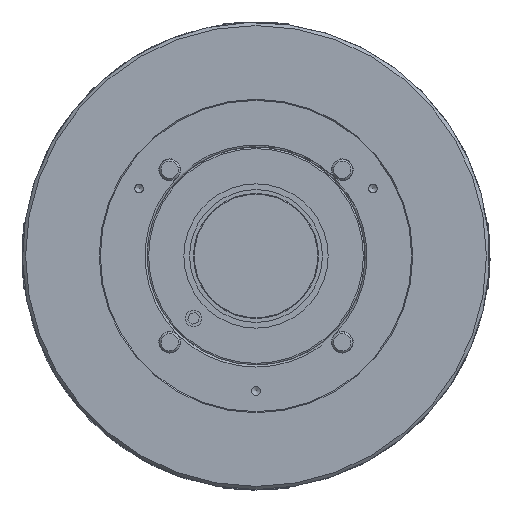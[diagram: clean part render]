
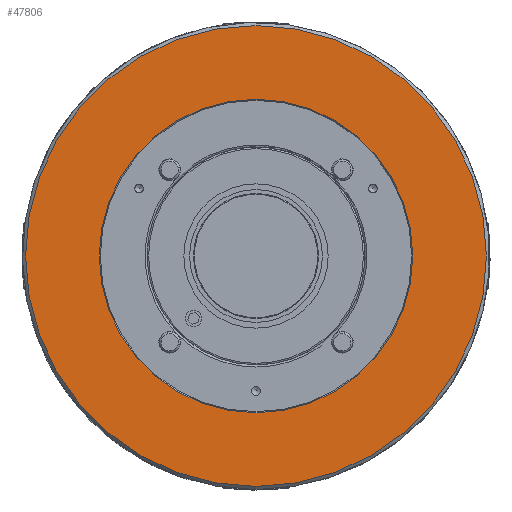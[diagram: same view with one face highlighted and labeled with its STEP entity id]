
A CAD part, left-side view. The second image highlights one B-rep face of the part: STEP entity #47806.
In plain terms, the highlighted planar face has unit normal (-1, 0, 0).
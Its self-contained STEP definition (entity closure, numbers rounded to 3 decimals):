
#10556 = DIRECTION ( 'NONE',  ( 0., 0., -1. ) ) ;
#10683 = DIRECTION ( 'NONE',  ( -1., 0., 0. ) ) ;
#10692 = CARTESIAN_POINT ( 'NONE',  ( 0., 0., 0. ) ) ;
#13920 = ORIENTED_EDGE ( 'NONE', *, *, #14367, .T. ) ;
#14367 = EDGE_CURVE ( 'NONE', #23290, #23290, #24238, .T. ) ;
#14397 = ORIENTED_EDGE ( 'NONE', *, *, #25899, .T. ) ;
#18277 = CARTESIAN_POINT ( 'NONE',  ( 0., 0., -222. ) ) ;
#18290 = VERTEX_POINT ( 'NONE', #18277 ) ;
#23276 = CARTESIAN_POINT ( 'NONE',  ( 0., 0., -151. ) ) ;
#23290 = VERTEX_POINT ( 'NONE', #23276 ) ;
#24187 = AXIS2_PLACEMENT_3D ( 'NONE', #40659, #40587, #40579 ) ;
#24238 = CIRCLE ( 'NONE', #24187, 151. ) ;
#25899 = EDGE_CURVE ( 'NONE', #18290, #18290, #42314, .T. ) ;
#31374 = DIRECTION ( 'NONE',  ( 0., 0., -1. ) ) ;
#31449 = DIRECTION ( 'NONE',  ( 1., 0., 0. ) ) ;
#31471 = CARTESIAN_POINT ( 'NONE',  ( 0., 225., 0. ) ) ;
#31537 = PLANE ( 'NONE',  #48001 ) ;
#31552 = FACE_OUTER_BOUND ( 'NONE', #33604, .T. ) ;
#31620 = FACE_BOUND ( 'NONE', #63670, .T. ) ;
#33604 = EDGE_LOOP ( 'NONE', ( #14397 ) ) ;
#35678 = AXIS2_PLACEMENT_3D ( 'NONE', #10692, #10683, #10556 ) ;
#40579 = DIRECTION ( 'NONE',  ( 0., 0., -1. ) ) ;
#40587 = DIRECTION ( 'NONE',  ( 1., 0., 0. ) ) ;
#40659 = CARTESIAN_POINT ( 'NONE',  ( 0., 0., 0. ) ) ;
#42314 = CIRCLE ( 'NONE', #35678, 222. ) ;
#47806 = ADVANCED_FACE ( 'NONE', ( #31620, #31552 ), #31537, .F. ) ;
#48001 = AXIS2_PLACEMENT_3D ( 'NONE', #31471, #31449, #31374 ) ;
#63670 = EDGE_LOOP ( 'NONE', ( #13920 ) ) ;
